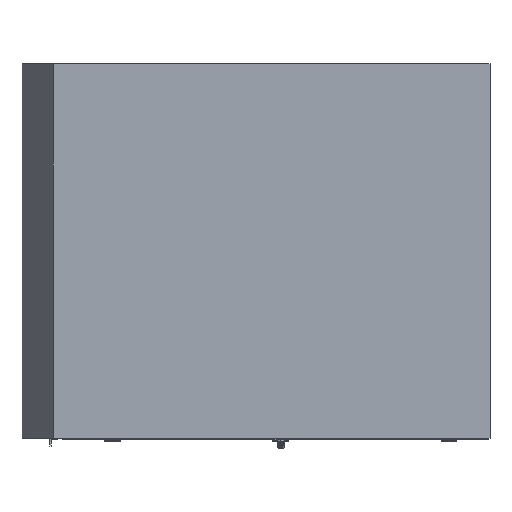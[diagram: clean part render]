
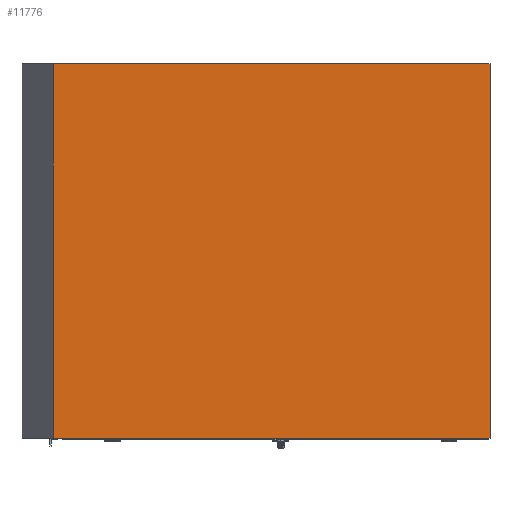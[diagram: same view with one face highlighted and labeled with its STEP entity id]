
A CAD part, left-side view. The second image highlights one B-rep face of the part: STEP entity #11776.
In plain terms, the highlighted planar face has unit normal (-1, 0, 0).
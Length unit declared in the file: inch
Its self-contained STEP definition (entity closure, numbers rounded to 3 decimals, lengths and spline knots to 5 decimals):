
#752 = CARTESIAN_POINT ( 'NONE',  ( 0., 84., 0. ) ) ;
#1855 = ORIENTED_EDGE ( 'NONE', *, *, #29729, .T. ) ;
#8414 = VECTOR ( 'NONE', #62538, 39.37008 ) ;
#8775 = CARTESIAN_POINT ( 'NONE',  ( 0., 84., 0. ) ) ;
#11776 = ADVANCED_FACE ( 'NONE', ( #44856 ), #64326, .F. ) ;
#14322 = DIRECTION ( 'NONE',  ( 0., 0., 1. ) ) ;
#15119 = CARTESIAN_POINT ( 'NONE',  ( 0., 84., 0. ) ) ;
#16495 = EDGE_CURVE ( 'NONE', #31292, #57816, #74626, .T. ) ;
#20555 = CARTESIAN_POINT ( 'NONE',  ( 0., 0., 0. ) ) ;
#21427 = DIRECTION ( 'NONE',  ( 0., 0., -1. ) ) ;
#24487 = LINE ( 'NONE', #752, #39782 ) ;
#25701 = VECTOR ( 'NONE', #14322, 39.37008 ) ;
#29729 = EDGE_CURVE ( 'NONE', #31292, #62912, #32359, .T. ) ;
#30291 = CARTESIAN_POINT ( 'NONE',  ( 0., 0., 0. ) ) ;
#31292 = VERTEX_POINT ( 'NONE', #63916 ) ;
#32359 = LINE ( 'NONE', #68857, #8414 ) ;
#37571 = ORIENTED_EDGE ( 'NONE', *, *, #16495, .F. ) ;
#38017 = CARTESIAN_POINT ( 'NONE',  ( 0., 84., 0. ) ) ;
#39782 = VECTOR ( 'NONE', #53859, 39.37008 ) ;
#44767 = LINE ( 'NONE', #20555, #56797 ) ;
#44856 = FACE_OUTER_BOUND ( 'NONE', #63881, .T. ) ;
#45033 = EDGE_CURVE ( 'NONE', #62912, #62127, #44767, .T. ) ;
#47259 = ORIENTED_EDGE ( 'NONE', *, *, #45033, .T. ) ;
#53859 = DIRECTION ( 'NONE',  ( 0., -1., 0. ) ) ;
#56797 = VECTOR ( 'NONE', #68984, 39.37008 ) ;
#57816 = VERTEX_POINT ( 'NONE', #38017 ) ;
#58360 = DIRECTION ( 'NONE',  ( 1., 0., 0. ) ) ;
#58722 = CARTESIAN_POINT ( 'NONE',  ( 0., 0., -72. ) ) ;
#62127 = VERTEX_POINT ( 'NONE', #30291 ) ;
#62538 = DIRECTION ( 'NONE',  ( 0., -1., 0. ) ) ;
#62912 = VERTEX_POINT ( 'NONE', #58722 ) ;
#63654 = AXIS2_PLACEMENT_3D ( 'NONE', #15119, #58360, #21427 ) ;
#63881 = EDGE_LOOP ( 'NONE', ( #47259, #71409, #37571, #1855 ) ) ;
#63916 = CARTESIAN_POINT ( 'NONE',  ( 0., 84., -72. ) ) ;
#64326 = PLANE ( 'NONE',  #63654 ) ;
#68857 = CARTESIAN_POINT ( 'NONE',  ( 0., 84., -72. ) ) ;
#68984 = DIRECTION ( 'NONE',  ( 0., 0., 1. ) ) ;
#71178 = EDGE_CURVE ( 'NONE', #57816, #62127, #24487, .T. ) ;
#71409 = ORIENTED_EDGE ( 'NONE', *, *, #71178, .F. ) ;
#74626 = LINE ( 'NONE', #8775, #25701 ) ;
